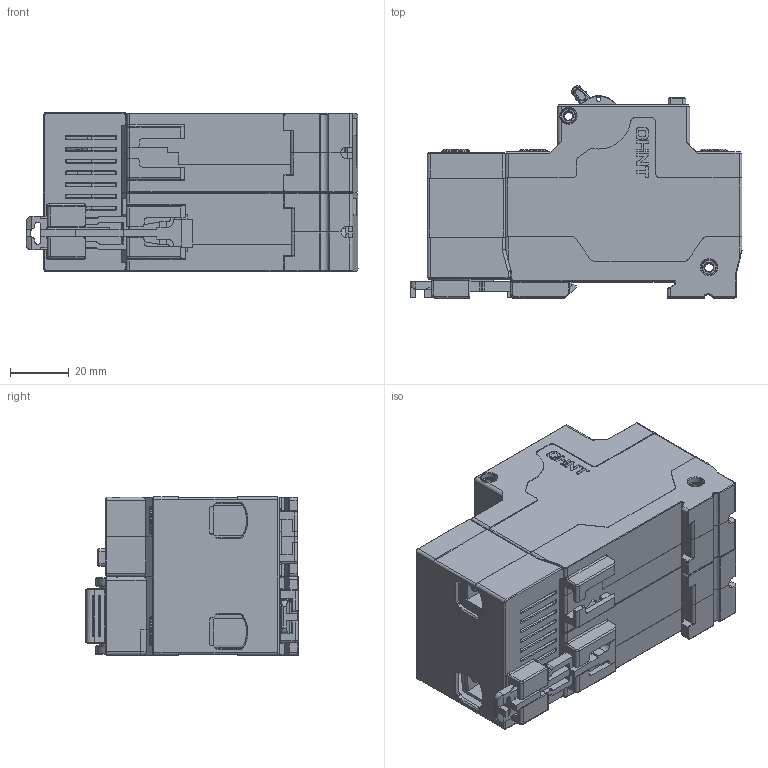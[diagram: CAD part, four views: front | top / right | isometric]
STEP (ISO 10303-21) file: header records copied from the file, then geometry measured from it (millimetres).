
FILE_DESCRIPTION((''),'2;1');
FILE_NAME('NXBLE-125_1P_N','2023-07-15T09:11:47',('liqj'),(''),'CREO PARAMETRIC BY PTC INC, 2020044','CREO PARAMETRIC BY PTC INC, 2020044','');
FILE_SCHEMA(('CONFIG_CONTROL_DESIGN','SHAPE_APPEARANCE_LAYERS_GROUPS'));
Products named in the file (1): NXBLE-125_1P_N
Bounding box: 112.9 x 72.19 x 54 mm (x, y, z)
Volume: 204925.4 mm3; surface area: 138392 mm2
Topology: 1 solids, 33 shells, 5247 faces, 14790 edges, 9587 vertices
Faces by surface type: plane 2634, cylinder 1549, torus 346, bspline 328, cone 202, sphere 167, extrusion 21
Entity records: 203494 total; most frequent: CARTESIAN_POINT 50751, ORIENTED_EDGE 29358, DIRECTION 26915, EDGE_CURVE 14685, VERTEX_POINT 9587, AXIS2_PLACEMENT_3D 9195, VECTOR 8525, LINE 8504
